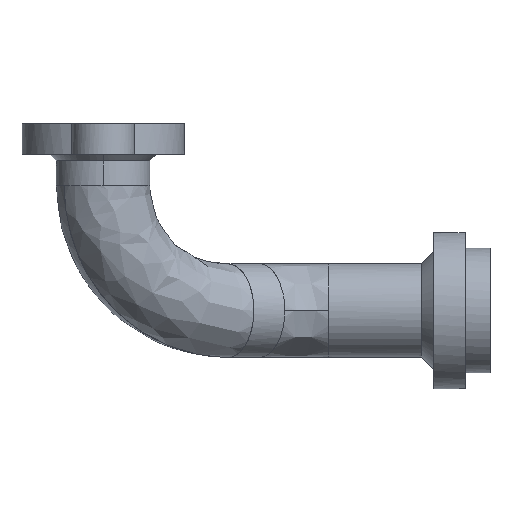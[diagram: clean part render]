
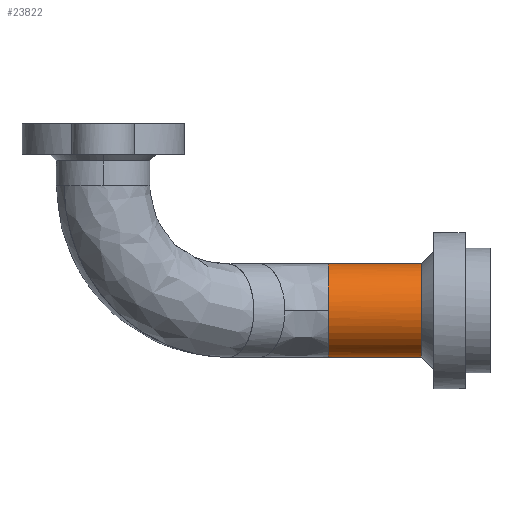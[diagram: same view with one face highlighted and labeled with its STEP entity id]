
A CAD part, left-side view. The second image highlights one B-rep face of the part: STEP entity #23822.
In plain terms, the highlighted free-form (B-spline) face has degree [2, 1] with [5, 2] control points.
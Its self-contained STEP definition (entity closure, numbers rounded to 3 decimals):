
#23822 = ADVANCED_FACE('',(#23823),#23865,.T.);
#23823 = FACE_BOUND('',#23824,.T.);
#23824 = EDGE_LOOP('',(#23825,#23837,#23844,#23852,#23860));
#23825 = ORIENTED_EDGE('',*,*,#23826,.F.);
#23826 = EDGE_CURVE('',#23827,#23829,#23831,.T.);
#23827 = VERTEX_POINT('',#23828);
#23828 = CARTESIAN_POINT('',(0.,16.234,-11.068));
#23829 = VERTEX_POINT('',#23830);
#23830 = CARTESIAN_POINT('',(0.,16.234,
    11.068));
#23831 = ( BOUNDED_CURVE() B_SPLINE_CURVE(2,(#23832,#23833,#23834,#23835
,#23836),.UNSPECIFIED.,.F.,.F.) B_SPLINE_CURVE_WITH_KNOTS((3,2,3),(
    0.,1.571,3.142),
.PIECEWISE_BEZIER_KNOTS.) CURVE() GEOMETRIC_REPRESENTATION_ITEM() 
RATIONAL_B_SPLINE_CURVE((1.,0.707,1.,0.707,1.)) 
REPRESENTATION_ITEM('') );
#23832 = CARTESIAN_POINT('',(0.,16.234,-11.068));
#23833 = CARTESIAN_POINT('',(-11.068,16.234,
    -11.068));
#23834 = CARTESIAN_POINT('',(-11.068,16.234,
    0.));
#23835 = CARTESIAN_POINT('',(-11.068,16.234,
    11.068));
#23836 = CARTESIAN_POINT('',(0.,16.234,
    11.068));
#23837 = ORIENTED_EDGE('',*,*,#23838,.F.);
#23838 = EDGE_CURVE('',#23839,#23827,#23841,.T.);
#23839 = VERTEX_POINT('',#23840);
#23840 = CARTESIAN_POINT('',(0.,38.288,
    -11.068));
#23841 = B_SPLINE_CURVE_WITH_KNOTS('',1,(#23842,#23843),.UNSPECIFIED.,
  .F.,.F.,(2,2),(0.,14.944),.PIECEWISE_BEZIER_KNOTS.);
#23842 = CARTESIAN_POINT('',(0.,38.288,-11.068));
#23843 = CARTESIAN_POINT('',(0.,16.234,-11.068));
#23844 = ORIENTED_EDGE('',*,*,#23845,.F.);
#23845 = EDGE_CURVE('',#23846,#23839,#23848,.T.);
#23846 = VERTEX_POINT('',#23847);
#23847 = CARTESIAN_POINT('',(-11.068,38.288,
    0.));
#23848 = ( BOUNDED_CURVE() B_SPLINE_CURVE(2,(#23849,#23850,#23851),
.UNSPECIFIED.,.F.,.F.) B_SPLINE_CURVE_WITH_KNOTS((3,3),(
0.,1.571),.PIECEWISE_BEZIER_KNOTS.) CURVE() 
GEOMETRIC_REPRESENTATION_ITEM() RATIONAL_B_SPLINE_CURVE((1.,
0.707,1.)) REPRESENTATION_ITEM('') );
#23849 = CARTESIAN_POINT('',(-11.068,38.288,
    0.));
#23850 = CARTESIAN_POINT('',(-11.068,38.288,
    -11.068));
#23851 = CARTESIAN_POINT('',(0.,38.288,
    -11.068));
#23852 = ORIENTED_EDGE('',*,*,#23853,.F.);
#23853 = EDGE_CURVE('',#23854,#23846,#23856,.T.);
#23854 = VERTEX_POINT('',#23855);
#23855 = CARTESIAN_POINT('',(0.,38.288,
    11.068));
#23856 = ( BOUNDED_CURVE() B_SPLINE_CURVE(2,(#23857,#23858,#23859),
.UNSPECIFIED.,.F.,.F.) B_SPLINE_CURVE_WITH_KNOTS((3,3),(
0.,1.571),.PIECEWISE_BEZIER_KNOTS.) CURVE() 
GEOMETRIC_REPRESENTATION_ITEM() RATIONAL_B_SPLINE_CURVE((1.,
0.707,1.)) REPRESENTATION_ITEM('') );
#23857 = CARTESIAN_POINT('',(0.,38.288,
    11.068));
#23858 = CARTESIAN_POINT('',(-11.068,38.288,
    11.068));
#23859 = CARTESIAN_POINT('',(-11.068,38.288,
    0.));
#23860 = ORIENTED_EDGE('',*,*,#23861,.F.);
#23861 = EDGE_CURVE('',#23829,#23854,#23862,.T.);
#23862 = B_SPLINE_CURVE_WITH_KNOTS('',1,(#23863,#23864),.UNSPECIFIED.,
  .F.,.F.,(2,2),(0.,14.944),.PIECEWISE_BEZIER_KNOTS.);
#23863 = CARTESIAN_POINT('',(0.,16.234,11.068));
#23864 = CARTESIAN_POINT('',(0.,38.288,11.068));
#23865 = ( BOUNDED_SURFACE() B_SPLINE_SURFACE(2,1,(
    (#23866,#23867)
    ,(#23868,#23869)
    ,(#23870,#23871)
    ,(#23872,#23873)
    ,(#23874,#23875
)),.UNSPECIFIED.,.F.,.F.,.F.) B_SPLINE_SURFACE_WITH_KNOTS((3,2,3),(2,2),
  (0.,1.571,3.142),(0.,14.944),
.PIECEWISE_BEZIER_KNOTS.) GEOMETRIC_REPRESENTATION_ITEM() 
RATIONAL_B_SPLINE_SURFACE((
    (1.,1.)
    ,(0.707,0.707)
    ,(1.,1.)
    ,(0.707,0.707)
,(1.,1.))) REPRESENTATION_ITEM('') SURFACE() );
#23866 = CARTESIAN_POINT('',(0.,38.288,
    -11.068));
#23867 = CARTESIAN_POINT('',(0.,16.234,
    -11.068));
#23868 = CARTESIAN_POINT('',(-11.068,38.288,
    -11.068));
#23869 = CARTESIAN_POINT('',(-11.068,16.234,
    -11.068));
#23870 = CARTESIAN_POINT('',(-11.068,38.288,
    0.));
#23871 = CARTESIAN_POINT('',(-11.068,16.234,
    0.));
#23872 = CARTESIAN_POINT('',(-11.068,38.288,
    11.068));
#23873 = CARTESIAN_POINT('',(-11.068,16.234,
    11.068));
#23874 = CARTESIAN_POINT('',(0.,38.288,
    11.068));
#23875 = CARTESIAN_POINT('',(0.,16.234,
    11.068));
